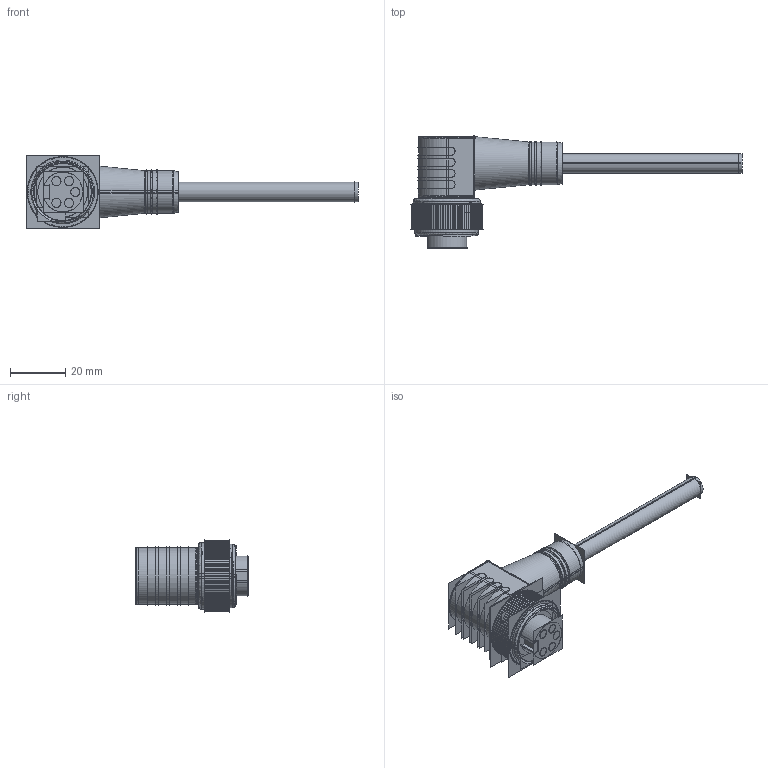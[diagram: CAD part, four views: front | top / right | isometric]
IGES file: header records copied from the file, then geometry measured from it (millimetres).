
Start section:  PTC IGES file: 223547.igs
Global section: file name: 223547.igs; native system: Creo Parametric by PTC Inc.; preprocessor: 2019292; author: PDMAdmin; organization: Unknown; date: 20210518.114853; units: millimetre
Bounding box: 119.83 x 40.84 x 26.52 mm (x, y, z)
Volume: 21862.2 mm3; surface area: 125589.6 mm2
Topology: 4 solids, 4 shells, 884 faces, 4590 edges, 5790 vertices
Faces by surface type: bspline 474, revolution 410
